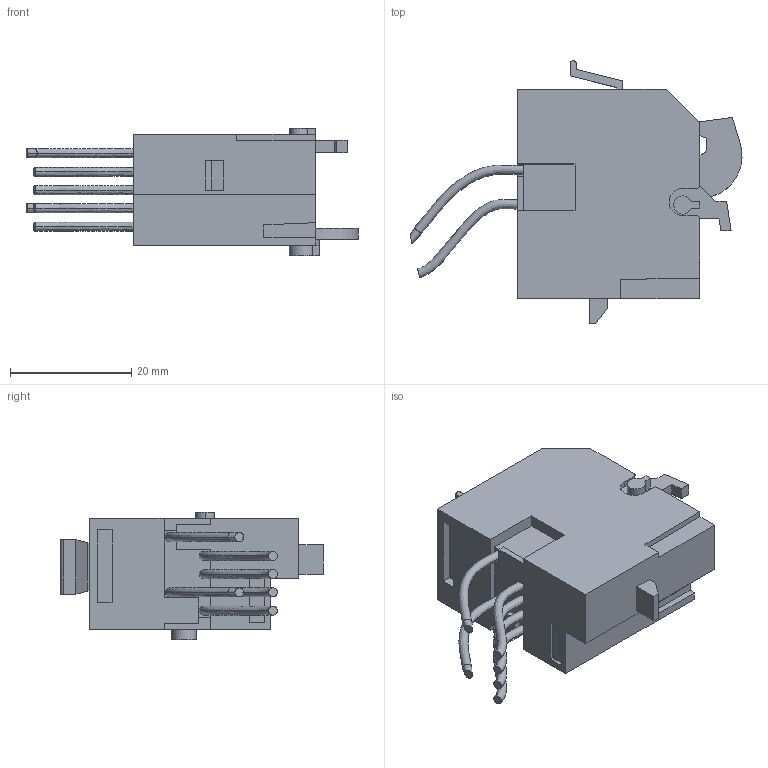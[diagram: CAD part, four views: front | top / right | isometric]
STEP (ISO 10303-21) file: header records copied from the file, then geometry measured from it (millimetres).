
FILE_DESCRIPTION (( 'STEP AP203' ), '1' );
FILE_NAME ('mccb-1-AX+AL-ETU-av.ÃÌ AV POWER-1 Äîï. è àâàðèéíûé êîíòàêò AX+AL äëÿ ETU.STEP', '2024-04-22T14:22:32', ( '' ), ( '' ), 'SwSTEP 2.0', 'SolidWorks 2021', '' );
FILE_SCHEMA (( 'CONFIG_CONTROL_DESIGN' ));
Length unit declared in the file: millimetre
Products named in the file (1): mccb-1-AX+AL-ETU-av.ÃÌ AV POWER-1 Äîï. è àâàðèéíûé êîíòàêò AX+AL äëÿ ETU
Bounding box: 54.66 x 43.2 x 21 mm (x, y, z)
Volume: 16722.9 mm3; surface area: 5815.9 mm2
Topology: 7 solids, 7 shells, 167 faces, 427 edges, 280 vertices
Faces by surface type: plane 125, cylinder 26, bspline 16
Entity records: 7444 total; most frequent: CARTESIAN_POINT 3373, ORIENTED_EDGE 854, DIRECTION 771, EDGE_CURVE 427, LINE 327, VECTOR 327, VERTEX_POINT 280, AXIS2_PLACEMENT_3D 222
